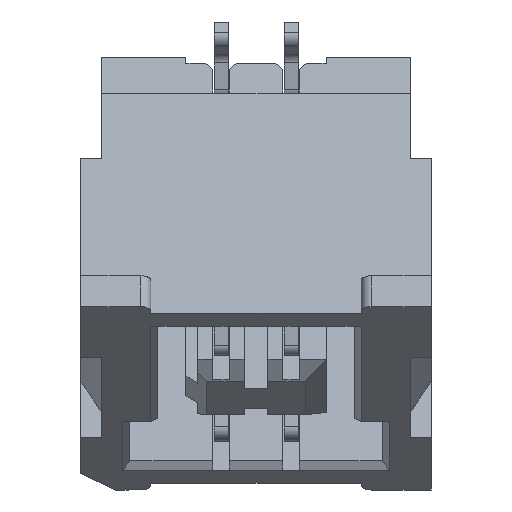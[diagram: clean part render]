
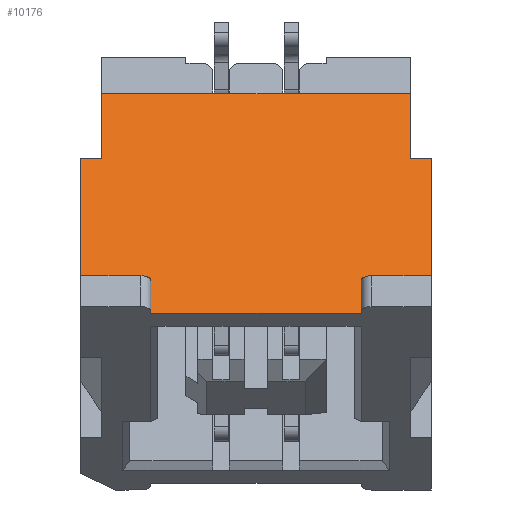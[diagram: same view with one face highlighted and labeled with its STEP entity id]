
A CAD part, left-side view. The second image highlights one B-rep face of the part: STEP entity #10176.
In plain terms, the highlighted planar face has unit normal (-0.882, 0, 0.471).
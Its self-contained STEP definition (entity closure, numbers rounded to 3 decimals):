
#4 = ORIENTED_EDGE ( 'NONE', *, *, #8239, .F. ) ;
#99 = DIRECTION ( 'NONE',  ( 0., 1., 0. ) ) ;
#158 = VECTOR ( 'NONE', #99, 1000. ) ;
#335 = VERTEX_POINT ( 'NONE', #3878 ) ;
#532 = DIRECTION ( 'NONE',  ( -0.471, 0., -0.882 ) ) ;
#1293 = CARTESIAN_POINT ( 'NONE',  ( 5.453, 1.5, 1.627 ) ) ;
#1539 = PLANE ( 'NONE',  #7926 ) ;
#1545 = CARTESIAN_POINT ( 'NONE',  ( 3.982, 2.5, -1.125 ) ) ;
#1791 = EDGE_CURVE ( 'NONE', #7968, #4290, #16881, .T. ) ;
#1921 = LINE ( 'NONE', #2954, #14892 ) ;
#2239 = VERTEX_POINT ( 'NONE', #6186 ) ;
#2307 = EDGE_LOOP ( 'NONE', ( #6599, #18095, #11346, #13543, #4, #11077, #11580, #5055, #12829, #18493, #5678, #6989 ) ) ;
#2364 = DIRECTION ( 'NONE',  ( -0.471, 0., -0.882 ) ) ;
#2954 = CARTESIAN_POINT ( 'NONE',  ( 3.706, 2.2, -1.641 ) ) ;
#2974 = DIRECTION ( 'NONE',  ( 0., -1., 0. ) ) ;
#3088 = LINE ( 'NONE', #18379, #15246 ) ;
#3136 = DIRECTION ( 'NONE',  ( 0., 1., 0. ) ) ;
#3878 = CARTESIAN_POINT ( 'NONE',  ( 4.924, 2.2, 0.639 ) ) ;
#3926 = CARTESIAN_POINT ( 'NONE',  ( 3.982, -2.6, -1.125 ) ) ;
#4290 = VERTEX_POINT ( 'NONE', #18281 ) ;
#4329 = CARTESIAN_POINT ( 'NONE',  ( 4.924, 2.5, 0.639 ) ) ;
#4748 = VECTOR ( 'NONE', #3136, 1000. ) ;
#4800 = DIRECTION ( 'NONE',  ( 0.471, 0., 0.882 ) ) ;
#4882 = EDGE_CURVE ( 'NONE', #11201, #12523, #10479, .T. ) ;
#4969 = CARTESIAN_POINT ( 'NONE',  ( 3.746, -2.6, -1.566 ) ) ;
#5055 = ORIENTED_EDGE ( 'NONE', *, *, #12595, .F. ) ;
#5069 = LINE ( 'NONE', #17817, #17640 ) ;
#5089 = LINE ( 'NONE', #4969, #4748 ) ;
#5327 = CARTESIAN_POINT ( 'NONE',  ( 4.948, 2.5, 0.683 ) ) ;
#5351 = VECTOR ( 'NONE', #11101, 1000. ) ;
#5404 = DIRECTION ( 'NONE',  ( 0., 1., 0. ) ) ;
#5509 = LINE ( 'NONE', #5327, #5351 ) ;
#5612 = CARTESIAN_POINT ( 'NONE',  ( 5.419, -2.2, 1.565 ) ) ;
#5678 = ORIENTED_EDGE ( 'NONE', *, *, #8587, .T. ) ;
#5866 = EDGE_CURVE ( 'NONE', #4290, #7587, #13029, .T. ) ;
#5990 = CARTESIAN_POINT ( 'NONE',  ( 3.982, 1.5, -1.125 ) ) ;
#6039 = CARTESIAN_POINT ( 'NONE',  ( 3.982, -2.6, -1.125 ) ) ;
#6186 = CARTESIAN_POINT ( 'NONE',  ( 5.419, 2.2, 1.565 ) ) ;
#6267 = CARTESIAN_POINT ( 'NONE',  ( 5.453, 2.6, 1.627 ) ) ;
#6307 = CARTESIAN_POINT ( 'NONE',  ( 3.706, -2.2, -1.641 ) ) ;
#6497 = LINE ( 'NONE', #14232, #12162 ) ;
#6599 = ORIENTED_EDGE ( 'NONE', *, *, #15880, .F. ) ;
#6655 = CARTESIAN_POINT ( 'NONE',  ( 3.982, -1.5, -1.125 ) ) ;
#6818 = CARTESIAN_POINT ( 'NONE',  ( 5.419, -2.288, 1.565 ) ) ;
#6989 = ORIENTED_EDGE ( 'NONE', *, *, #9622, .F. ) ;
#7152 = DIRECTION ( 'NONE',  ( -0.471, 0., -0.882 ) ) ;
#7471 = VERTEX_POINT ( 'NONE', #11751 ) ;
#7526 = VERTEX_POINT ( 'NONE', #5612 ) ;
#7587 = VERTEX_POINT ( 'NONE', #6655 ) ;
#7926 = AXIS2_PLACEMENT_3D ( 'NONE', #6267, #14676, #12035 ) ;
#7968 = VERTEX_POINT ( 'NONE', #13100 ) ;
#8239 = EDGE_CURVE ( 'NONE', #7526, #11621, #15222, .T. ) ;
#8288 = EDGE_CURVE ( 'NONE', #11621, #7968, #3088, .T. ) ;
#8437 = DIRECTION ( 'NONE',  ( 0., -1., 0. ) ) ;
#8587 = EDGE_CURVE ( 'NONE', #11201, #13634, #9628, .T. ) ;
#8711 = VERTEX_POINT ( 'NONE', #4329 ) ;
#8828 = VECTOR ( 'NONE', #16651, 1000. ) ;
#8846 = CARTESIAN_POINT ( 'NONE',  ( 4.948, -2.5, 0.683 ) ) ;
#9379 = LINE ( 'NONE', #6818, #9410 ) ;
#9410 = VECTOR ( 'NONE', #2974, 1000. ) ;
#9622 = EDGE_CURVE ( 'NONE', #7471, #13634, #5089, .T. ) ;
#9628 = LINE ( 'NONE', #1293, #9971 ) ;
#9971 = VECTOR ( 'NONE', #2364, 1000. ) ;
#10176 = ADVANCED_FACE ( 'NONE', ( #11746 ), #1539, .F. ) ;
#10479 = LINE ( 'NONE', #3926, #17240 ) ;
#11077 = ORIENTED_EDGE ( 'NONE', *, *, #18443, .F. ) ;
#11101 = DIRECTION ( 'NONE',  ( 0.471, 0., 0.882 ) ) ;
#11135 = DIRECTION ( 'NONE',  ( 0., -1., 0. ) ) ;
#11201 = VERTEX_POINT ( 'NONE', #5990 ) ;
#11346 = ORIENTED_EDGE ( 'NONE', *, *, #1791, .F. ) ;
#11580 = ORIENTED_EDGE ( 'NONE', *, *, #14049, .F. ) ;
#11621 = VERTEX_POINT ( 'NONE', #13446 ) ;
#11746 = FACE_OUTER_BOUND ( 'NONE', #2307, .T. ) ;
#11751 = CARTESIAN_POINT ( 'NONE',  ( 3.746, -1.5, -1.566 ) ) ;
#11937 = EDGE_CURVE ( 'NONE', #12523, #8711, #5509, .T. ) ;
#12035 = DIRECTION ( 'NONE',  ( 0., -1., 0. ) ) ;
#12162 = VECTOR ( 'NONE', #8437, 1000. ) ;
#12523 = VERTEX_POINT ( 'NONE', #1545 ) ;
#12595 = EDGE_CURVE ( 'NONE', #8711, #335, #6497, .T. ) ;
#12829 = ORIENTED_EDGE ( 'NONE', *, *, #11937, .F. ) ;
#13029 = LINE ( 'NONE', #6039, #158 ) ;
#13100 = CARTESIAN_POINT ( 'NONE',  ( 4.924, -2.5, 0.639 ) ) ;
#13446 = CARTESIAN_POINT ( 'NONE',  ( 4.924, -2.2, 0.639 ) ) ;
#13543 = ORIENTED_EDGE ( 'NONE', *, *, #8288, .F. ) ;
#13634 = VERTEX_POINT ( 'NONE', #15746 ) ;
#14049 = EDGE_CURVE ( 'NONE', #335, #2239, #1921, .T. ) ;
#14232 = CARTESIAN_POINT ( 'NONE',  ( 4.924, 2.19, 0.639 ) ) ;
#14676 = DIRECTION ( 'NONE',  ( 0.882, 0., -0.471 ) ) ;
#14892 = VECTOR ( 'NONE', #4800, 1000. ) ;
#15222 = LINE ( 'NONE', #6307, #8828 ) ;
#15246 = VECTOR ( 'NONE', #11135, 1000. ) ;
#15746 = CARTESIAN_POINT ( 'NONE',  ( 3.746, 1.5, -1.566 ) ) ;
#15880 = EDGE_CURVE ( 'NONE', #7587, #7471, #5069, .T. ) ;
#16651 = DIRECTION ( 'NONE',  ( -0.471, 0., -0.882 ) ) ;
#16881 = LINE ( 'NONE', #8846, #17176 ) ;
#17176 = VECTOR ( 'NONE', #7152, 1000. ) ;
#17240 = VECTOR ( 'NONE', #5404, 1000. ) ;
#17640 = VECTOR ( 'NONE', #532, 1000. ) ;
#17817 = CARTESIAN_POINT ( 'NONE',  ( 3.986, -1.5, -1.116 ) ) ;
#18095 = ORIENTED_EDGE ( 'NONE', *, *, #5866, .F. ) ;
#18281 = CARTESIAN_POINT ( 'NONE',  ( 3.982, -2.5, -1.125 ) ) ;
#18379 = CARTESIAN_POINT ( 'NONE',  ( 4.924, -2.19, 0.639 ) ) ;
#18443 = EDGE_CURVE ( 'NONE', #2239, #7526, #9379, .T. ) ;
#18493 = ORIENTED_EDGE ( 'NONE', *, *, #4882, .F. ) ;
